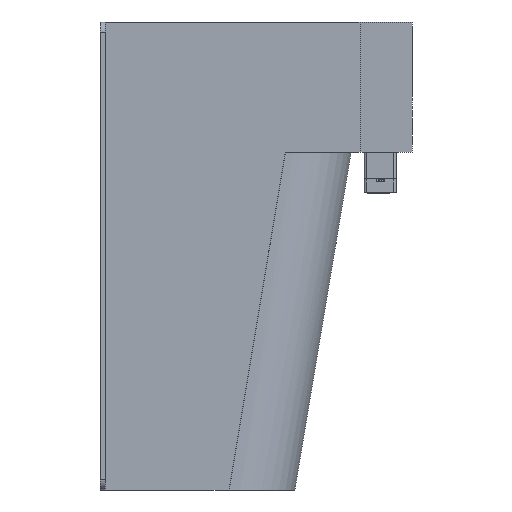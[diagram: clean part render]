
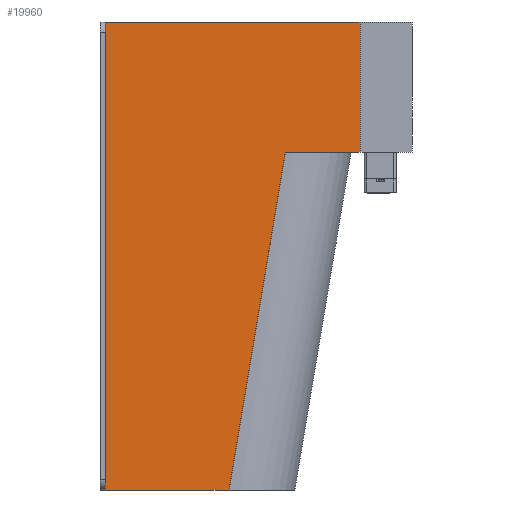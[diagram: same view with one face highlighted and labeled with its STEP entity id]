
A CAD part, left-side view. The second image highlights one B-rep face of the part: STEP entity #19960.
In plain terms, the highlighted planar face has unit normal (-1, 0, 0).
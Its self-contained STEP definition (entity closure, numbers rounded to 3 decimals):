
#1846=FACE_OUTER_BOUND('',#2789,.T.);
#2789=EDGE_LOOP('',(#13259,#13260,#13261,#13262,#13263,#13264));
#3840=LINE('',#27290,#5764);
#3871=LINE('',#27495,#5795);
#3884=LINE('',#27530,#5808);
#3893=LINE('',#27547,#5817);
#3898=LINE('',#27564,#5822);
#3899=LINE('',#27565,#5823);
#5764=VECTOR('',#22421,10.);
#5795=VECTOR('',#22518,10.);
#5808=VECTOR('',#22551,10.);
#5817=VECTOR('',#22568,10.);
#5822=VECTOR('',#22589,10.);
#5823=VECTOR('',#22590,10.);
#7688=VERTEX_POINT('',#27287);
#7689=VERTEX_POINT('',#27289);
#7722=VERTEX_POINT('',#27492);
#7733=VERTEX_POINT('',#27527);
#7734=VERTEX_POINT('',#27529);
#7738=VERTEX_POINT('',#27545);
#10002=EDGE_CURVE('',#7689,#7688,#3840,.T.);
#10054=EDGE_CURVE('',#7689,#7722,#3871,.T.);
#10071=EDGE_CURVE('',#7734,#7733,#3884,.T.);
#10081=EDGE_CURVE('',#7738,#7733,#3893,.T.);
#10090=EDGE_CURVE('',#7688,#7734,#3898,.T.);
#10091=EDGE_CURVE('',#7722,#7738,#3899,.T.);
#13259=ORIENTED_EDGE('',*,*,#10090,.T.);
#13260=ORIENTED_EDGE('',*,*,#10071,.T.);
#13261=ORIENTED_EDGE('',*,*,#10081,.F.);
#13262=ORIENTED_EDGE('',*,*,#10091,.F.);
#13263=ORIENTED_EDGE('',*,*,#10054,.F.);
#13264=ORIENTED_EDGE('',*,*,#10002,.T.);
#19305=PLANE('',#20987);
#19960=ADVANCED_FACE('',(#1846),#19305,.T.);
#20987=AXIS2_PLACEMENT_3D('',#27563,#22587,#22588);
#22421=DIRECTION('',(0.,0.,1.));
#22518=DIRECTION('',(0.,1.,0.));
#22551=DIRECTION('',(0.,0.,-1.));
#22568=DIRECTION('',(0.,1.,0.));
#22587=DIRECTION('center_axis',(-1.,0.,0.));
#22588=DIRECTION('ref_axis',(0.,0.,1.));
#22589=DIRECTION('',(0.,1.,0.));
#22590=DIRECTION('',(0.,0.164,-0.986));
#27287=CARTESIAN_POINT('',(-25.,0.,90.));
#27289=CARTESIAN_POINT('',(-25.,0.,40.));
#27290=CARTESIAN_POINT('',(-25.,0.,40.));
#27492=CARTESIAN_POINT('',(-25.,28.678,40.));
#27495=CARTESIAN_POINT('',(-25.,0.,40.));
#27527=CARTESIAN_POINT('',(-25.,98.,-90.));
#27529=CARTESIAN_POINT('',(-25.,98.,90.));
#27530=CARTESIAN_POINT('',(-25.,98.,-45.));
#27545=CARTESIAN_POINT('',(-25.,50.345,-90.));
#27547=CARTESIAN_POINT('',(-25.,0.,-90.));
#27563=CARTESIAN_POINT('Origin',(-25.,0.,-90.));
#27564=CARTESIAN_POINT('',(-25.,0.,90.));
#27565=CARTESIAN_POINT('',(-25.,36.822,-8.863));
